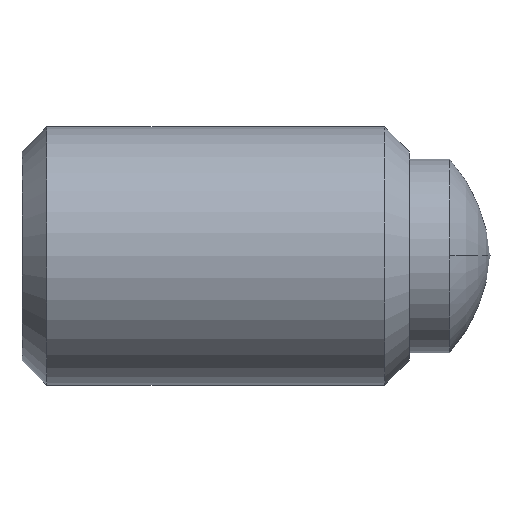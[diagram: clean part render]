
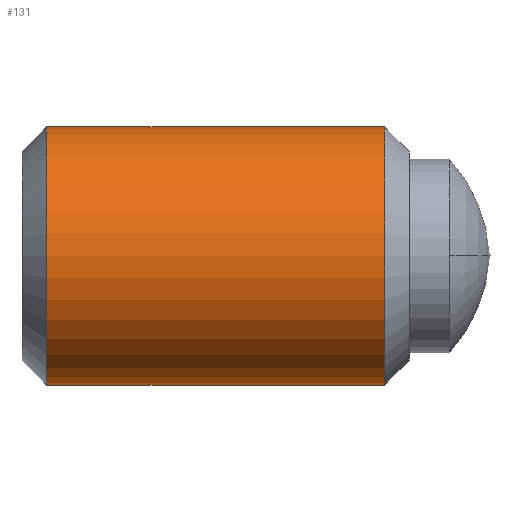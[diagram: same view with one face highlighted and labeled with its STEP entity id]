
A CAD part, top view. The second image highlights one B-rep face of the part: STEP entity #131.
In plain terms, the highlighted cylindrical face has radius 4 mm (diameter 8 mm), a partial arc.
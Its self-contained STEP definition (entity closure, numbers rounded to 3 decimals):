
#121=EDGE_CURVE('',#159,#199,#317,.T.);
#131=ADVANCED_FACE('',(#329),#330,.T.);
#149=EDGE_CURVE('',#259,#159,#349,.T.);
#159=VERTEX_POINT('',#361);
#199=VERTEX_POINT('',#405);
#245=VERTEX_POINT('',#459);
#259=VERTEX_POINT('',#474);
#275=EDGE_CURVE('',#199,#245,#490,.T.);
#285=EDGE_CURVE('',#259,#245,#500,.T.);
#317=CIRCLE('',#525,4.0);
#329=FACE_OUTER_BOUND('',#541,.T.);
#330=CYLINDRICAL_SURFACE('',#542,4.0);
#349=LINE('',#568,#569);
#361=CARTESIAN_POINT('',(11.233,-4.0,0.));
#405=CARTESIAN_POINT('',(11.233,4.0,0.));
#459=CARTESIAN_POINT('',(0.767,4.0,0.));
#474=CARTESIAN_POINT('',(0.767,-4.0,0.));
#490=LINE('',#751,#752);
#500=CIRCLE('',#769,4.0);
#525=AXIS2_PLACEMENT_3D('',#795,#796,#797);
#541=EDGE_LOOP('',(#818,#819,#820,#821));
#542=AXIS2_PLACEMENT_3D('',#822,#823,#824);
#568=CARTESIAN_POINT('',(6.0,-4.0,0.));
#569=VECTOR('',#842,1.0);
#751=CARTESIAN_POINT('',(6.0,4.0,0.));
#752=VECTOR('',#997,1.0);
#769=AXIS2_PLACEMENT_3D('',#1006,#1007,#1008);
#795=CARTESIAN_POINT('',(11.233,0.0,0.0));
#796=DIRECTION('',(-1.0,0.0,0.0));
#797=DIRECTION('',(0.0,1.0,0.));
#818=ORIENTED_EDGE('',*,*,#275,.T.);
#819=ORIENTED_EDGE('',*,*,#285,.F.);
#820=ORIENTED_EDGE('',*,*,#149,.T.);
#821=ORIENTED_EDGE('',*,*,#121,.T.);
#822=CARTESIAN_POINT('',(6.0,0.0,0.0));
#823=DIRECTION('',(1.0,0.0,0.0));
#824=DIRECTION('',(0.0,1.0,0.));
#842=DIRECTION('',(1.0,0.0,0.0));
#997=DIRECTION('',(-1.0,0.0,0.0));
#1006=CARTESIAN_POINT('',(0.767,0.0,0.0));
#1007=DIRECTION('',(-1.0,0.0,0.0));
#1008=DIRECTION('',(0.0,1.0,0.));
